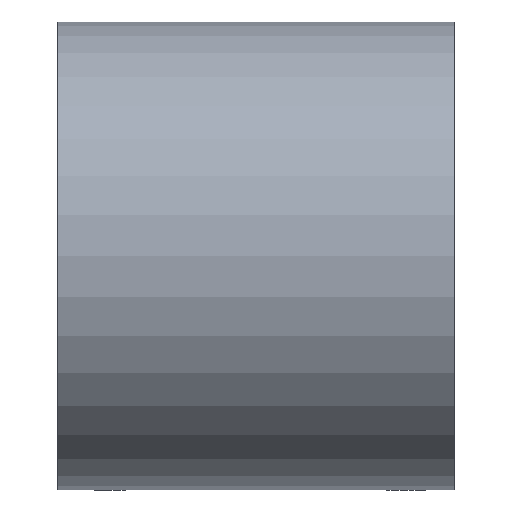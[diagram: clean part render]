
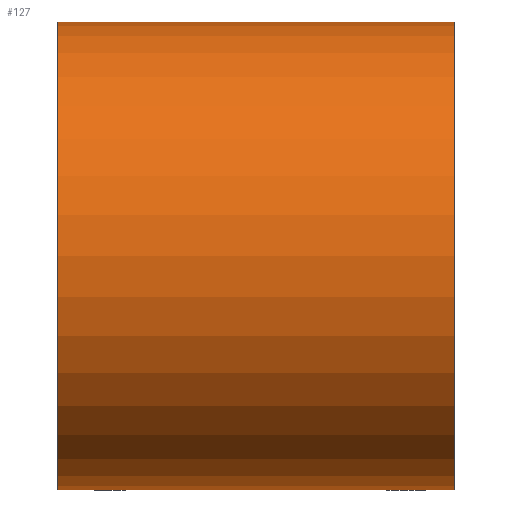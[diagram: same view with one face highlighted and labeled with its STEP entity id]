
A CAD part, front view. The second image highlights one B-rep face of the part: STEP entity #127.
In plain terms, the highlighted cylindrical face has radius 22.4 mm (diameter 44.8 mm), a partial arc.
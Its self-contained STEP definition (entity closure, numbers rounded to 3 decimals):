
#21 = EDGE_CURVE('',#22,#24,#26,.T.);
#22 = VERTEX_POINT('',#23);
#23 = CARTESIAN_POINT('',(-19.,-37.,7.6));
#24 = VERTEX_POINT('',#25);
#25 = CARTESIAN_POINT('',(19.,-37.,7.6));
#26 = LINE('',#27,#28);
#27 = CARTESIAN_POINT('',(-19.,-37.,7.6));
#28 = VECTOR('',#29,1.);
#29 = DIRECTION('',(1.,0.,0.));
#127 = ADVANCED_FACE('',(#128),#155,.T.);
#128 = FACE_BOUND('',#129,.F.);
#129 = EDGE_LOOP('',(#130,#140,#147,#148));
#130 = ORIENTED_EDGE('',*,*,#131,.T.);
#131 = EDGE_CURVE('',#132,#134,#136,.T.);
#132 = VERTEX_POINT('',#133);
#133 = CARTESIAN_POINT('',(-19.,-37.,52.4));
#134 = VERTEX_POINT('',#135);
#135 = CARTESIAN_POINT('',(19.,-37.,52.4));
#136 = LINE('',#137,#138);
#137 = CARTESIAN_POINT('',(-19.,-37.,52.4));
#138 = VECTOR('',#139,1.);
#139 = DIRECTION('',(1.,0.,0.));
#140 = ORIENTED_EDGE('',*,*,#141,.T.);
#141 = EDGE_CURVE('',#134,#24,#142,.T.);
#142 = CIRCLE('',#143,22.4);
#143 = AXIS2_PLACEMENT_3D('',#144,#145,#146);
#144 = CARTESIAN_POINT('',(19.,-37.,30.));
#145 = DIRECTION('',(1.,0.,0.));
#146 = DIRECTION('',(0.,1.,0.));
#147 = ORIENTED_EDGE('',*,*,#21,.F.);
#148 = ORIENTED_EDGE('',*,*,#149,.F.);
#149 = EDGE_CURVE('',#132,#22,#150,.T.);
#150 = CIRCLE('',#151,22.4);
#151 = AXIS2_PLACEMENT_3D('',#152,#153,#154);
#152 = CARTESIAN_POINT('',(-19.,-37.,30.));
#153 = DIRECTION('',(1.,0.,0.));
#154 = DIRECTION('',(0.,1.,0.));
#155 = CYLINDRICAL_SURFACE('',#156,22.4);
#156 = AXIS2_PLACEMENT_3D('',#157,#158,#159);
#157 = CARTESIAN_POINT('',(-19.,-37.,30.));
#158 = DIRECTION('',(-1.,0.,0.));
#159 = DIRECTION('',(0.,1.,0.));
